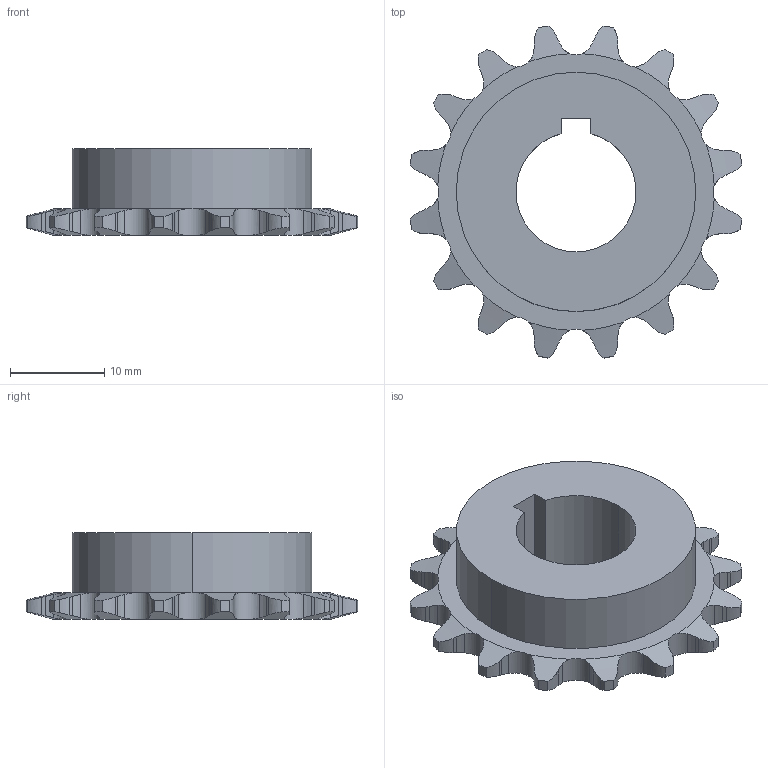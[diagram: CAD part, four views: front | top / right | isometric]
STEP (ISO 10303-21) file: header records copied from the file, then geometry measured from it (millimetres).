
FILE_DESCRIPTION (( 'STEP AP203' ), '1' );
FILE_NAME ('217-2643-001.20121204.STEP', '2012-12-04T23:39:13', ( 'svradm' ), ( 'Microsoft' ), 'SwSTEP 2.0', 'SolidWorks 2012', '' );
FILE_SCHEMA (( 'CONFIG_CONTROL_DESIGN' ));
Length unit declared in the file: inch
Products named in the file (1): 217-2643-001.20121204
Bounding box: 35.21 x 35.21 x 9.18 mm (x, y, z)
Volume: 4191.5 mm3; surface area: 2592.6 mm2
Topology: 1 solids, 1 shells, 178 faces, 525 edges, 350 vertices
Faces by surface type: cylinder 108, plane 38, cone 32
Entity records: 6516 total; most frequent: CARTESIAN_POINT 2106, ORIENTED_EDGE 1050, DIRECTION 723, EDGE_CURVE 525, VERTEX_POINT 350, AXIS2_PLACEMENT_3D 287, B_SPLINE_CURVE_WITH_KNOTS 268, EDGE_LOOP 181
